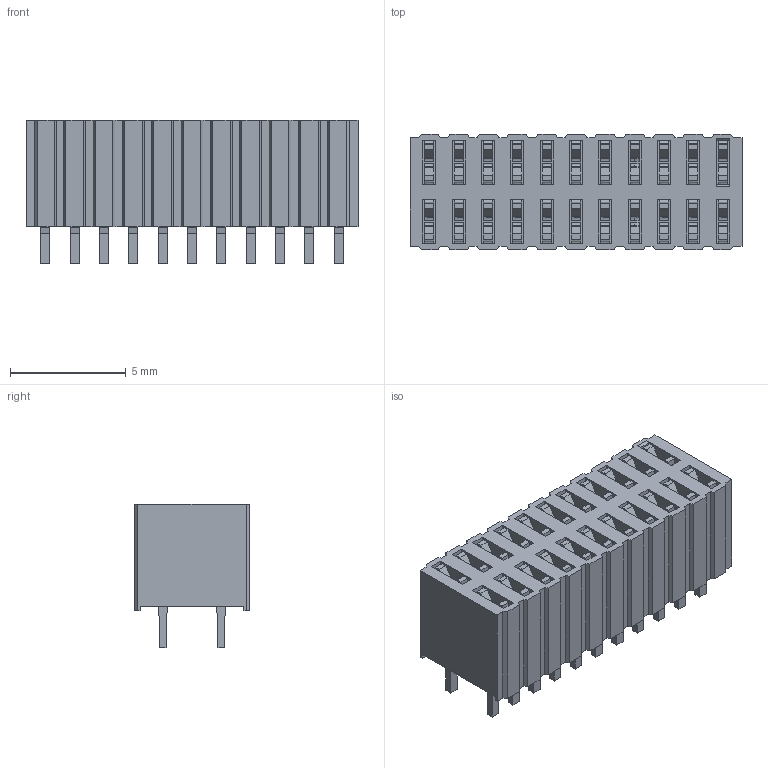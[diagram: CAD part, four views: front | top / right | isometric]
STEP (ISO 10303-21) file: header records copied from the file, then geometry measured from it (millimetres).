
FILE_DESCRIPTION( ('This file contains a STEP AP42 implementation' ,'as created by ZW3D STEP Interface translator.') ,'2;1' );
FILE_NAME( '2446-2XXSXXCYNX1.stp' ,'23 9 8.115550', (''), ('ZWCAD Software Co.'), 'Version 1.0', 'ZW3D to STEP translator', '' );
FILE_SCHEMA(('AUTOMOTIVE_DESIGN { 1 0 10303 214 1 1 1 1 }'));
Length unit declared in the file: millimetre
Products named in the file (1): 0
Bounding box: 14.37 x 5 x 6.2 mm (x, y, z)
Volume: 269.2 mm3; surface area: 931.1 mm2
Topology: 1 solids, 1 shells, 904 faces, 2486 edges, 1628 vertices
Faces by surface type: plane 716, bspline 144, cylinder 44
Entity records: 31666 total; most frequent: CARTESIAN_POINT 9708, ORIENTED_EDGE 4972, DIRECTION 3417, EDGE_CURVE 2486, VECTOR 1807, LINE 1807, VERTEX_POINT 1628, EDGE_LOOP 948
